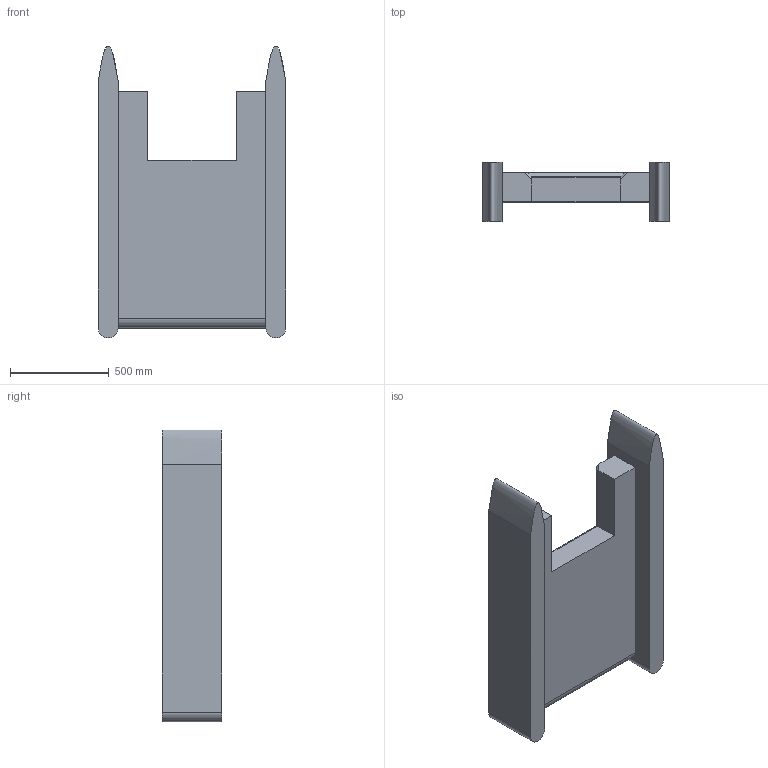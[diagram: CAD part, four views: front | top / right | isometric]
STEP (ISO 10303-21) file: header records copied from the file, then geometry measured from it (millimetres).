
FILE_DESCRIPTION (( 'STEP AP203' ), '1' );
FILE_NAME ('BASE.STEP', '2024-08-31T19:01:54', ( '' ), ( '' ), 'SwSTEP 2.0', 'SolidWorks 2019', '' );
FILE_SCHEMA (( 'CONFIG_CONTROL_DESIGN' ));
Length unit declared in the file: millimetre
Products named in the file (1): BASE
Bounding box: 950 x 300 x 1479.92 mm (x, y, z)
Volume: 194846429.4 mm3; surface area: 3795172.8 mm2
Topology: 1 solids, 1 shells, 35 faces, 89 edges, 56 vertices
Faces by surface type: plane 19, cylinder 14, bspline 2
Entity records: 1116 total; most frequent: CARTESIAN_POINT 235, ORIENTED_EDGE 178, DIRECTION 153, EDGE_CURVE 89, LINE 61, VECTOR 61, VERTEX_POINT 56, AXIS2_PLACEMENT_3D 46
